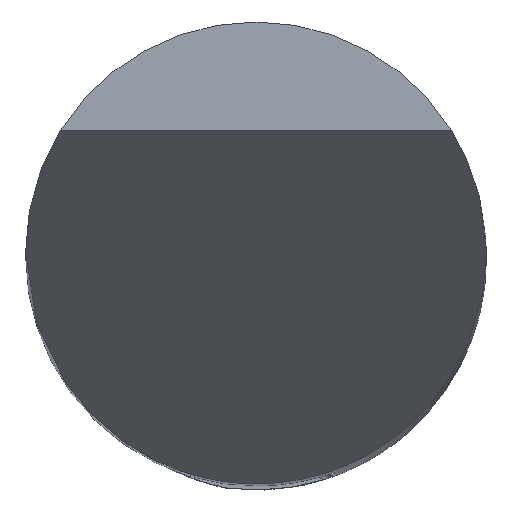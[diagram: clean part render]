
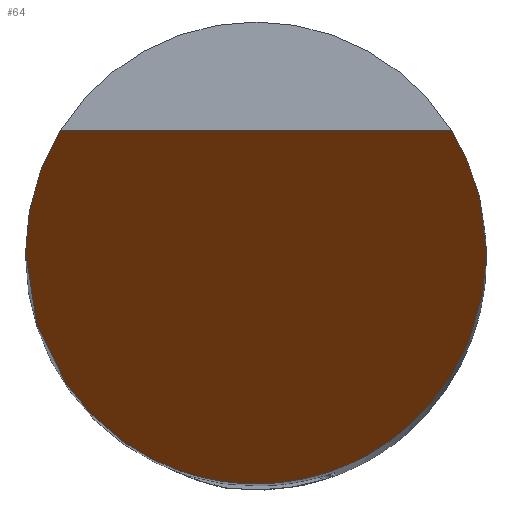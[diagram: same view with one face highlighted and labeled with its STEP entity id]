
A CAD part, top view. The second image highlights one B-rep face of the part: STEP entity #64.
In plain terms, the highlighted planar face has unit normal (0, -0.866, 0.5).
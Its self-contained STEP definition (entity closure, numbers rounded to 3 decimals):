
#46=PLANE('',#515);
#64=ADVANCED_FACE('',(#96),#46,.F.);
#96=FACE_OUTER_BOUND('',#121,.T.);
#121=EDGE_LOOP('',(#256,#257,#258,#259));
#142=(
BOUNDED_CURVE()
B_SPLINE_CURVE(3,(#662,#663,#664,#665),.UNSPECIFIED.,.F.,.F.)
B_SPLINE_CURVE_WITH_KNOTS((4,4),(0.,1.),.UNSPECIFIED.)
CURVE()
GEOMETRIC_REPRESENTATION_ITEM()
RATIONAL_B_SPLINE_CURVE((1.,0.974,0.974,1.))
REPRESENTATION_ITEM('')
);
#143=(
BOUNDED_CURVE()
B_SPLINE_CURVE(3,(#669,#670,#671,#672),.UNSPECIFIED.,.F.,.F.)
B_SPLINE_CURVE_WITH_KNOTS((4,4),(0.,1.),.UNSPECIFIED.)
CURVE()
GEOMETRIC_REPRESENTATION_ITEM()
RATIONAL_B_SPLINE_CURVE((1.,0.974,0.974,1.))
REPRESENTATION_ITEM('')
);
#146=(
BOUNDED_CURVE()
B_SPLINE_CURVE(3,(#715,#716,#717,#718),.UNSPECIFIED.,.F.,.F.)
B_SPLINE_CURVE_WITH_KNOTS((4,4),(0.,1.),.UNSPECIFIED.)
CURVE()
GEOMETRIC_REPRESENTATION_ITEM()
RATIONAL_B_SPLINE_CURVE((1.,0.333,0.333,1.))
REPRESENTATION_ITEM('')
);
#167=LINE('',#787,#201);
#201=VECTOR('',#566,1.);
#256=ORIENTED_EDGE('',*,*,#419,.T.);
#257=ORIENTED_EDGE('',*,*,#395,.T.);
#258=ORIENTED_EDGE('',*,*,#405,.T.);
#259=ORIENTED_EDGE('',*,*,#397,.T.);
#353=VERTEX_POINT('',#661);
#354=VERTEX_POINT('',#666);
#355=VERTEX_POINT('',#668);
#356=VERTEX_POINT('',#673);
#395=EDGE_CURVE('',#354,#353,#142,.T.);
#397=EDGE_CURVE('',#356,#355,#143,.T.);
#405=EDGE_CURVE('',#353,#356,#146,.T.);
#419=EDGE_CURVE('',#355,#354,#167,.T.);
#515=AXIS2_PLACEMENT_3D('',#789,#569,#570);
#566=DIRECTION('',(-1.,0.,0.));
#569=DIRECTION('',(0.,0.866,-0.5));
#570=DIRECTION('',(0.,0.5,0.866));
#661=CARTESIAN_POINT('',(-3.,0.,0.));
#662=CARTESIAN_POINT('',(-2.545,1.588,2.75));
#663=CARTESIAN_POINT('',(-2.844,1.108,1.92));
#664=CARTESIAN_POINT('',(-3.,0.565,0.979));
#665=CARTESIAN_POINT('',(-3.,0.,0.));
#666=CARTESIAN_POINT('',(-2.545,1.588,2.75));
#668=CARTESIAN_POINT('',(2.545,1.588,2.75));
#669=CARTESIAN_POINT('',(3.,0.,0.));
#670=CARTESIAN_POINT('',(3.,0.565,0.979));
#671=CARTESIAN_POINT('',(2.844,1.108,1.92));
#672=CARTESIAN_POINT('',(2.545,1.588,2.75));
#673=CARTESIAN_POINT('',(3.,0.,0.));
#715=CARTESIAN_POINT('',(-3.,0.,0.));
#716=CARTESIAN_POINT('',(-3.,-6.,-10.392));
#717=CARTESIAN_POINT('',(3.,-6.,-10.392));
#718=CARTESIAN_POINT('',(3.,0.,0.));
#787=CARTESIAN_POINT('',(0.,1.588,2.75));
#789=CARTESIAN_POINT('',(3.,-3.,-5.196));
